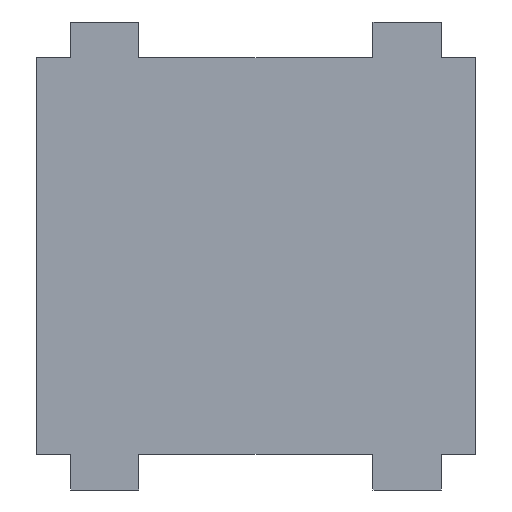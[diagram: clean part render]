
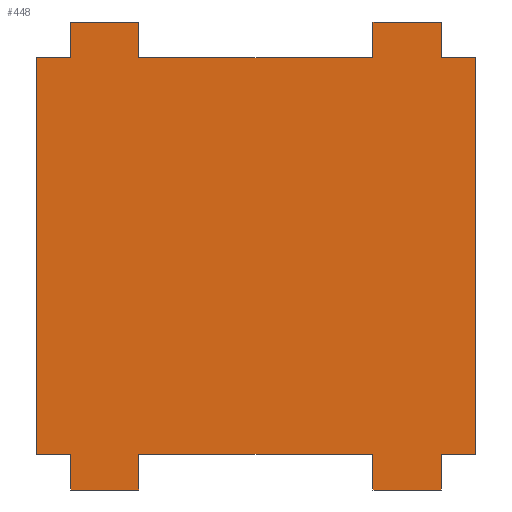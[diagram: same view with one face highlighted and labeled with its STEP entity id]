
A CAD part, front view. The second image highlights one B-rep face of the part: STEP entity #448.
In plain terms, the highlighted planar face has unit normal (0, -1, 0).
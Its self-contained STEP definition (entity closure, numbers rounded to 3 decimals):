
#42=FACE_OUTER_BOUND('',#64,.T.);
#64=EDGE_LOOP('',(#385,#386,#387,#388,#389,#390,#391,#392,#393,#394,#395,#396,#397,#398,#399,#400,#401,#402,#403,#404));
#70=LINE('',#614,#130);
#74=LINE('',#621,#134);
#75=LINE('',#623,#135);
#81=LINE('',#637,#141);
#85=LINE('',#644,#145);
#86=LINE('',#646,#146);
#93=LINE('',#661,#153);
#95=LINE('',#666,#155);
#97=LINE('',#669,#157);
#104=LINE('',#684,#164);
#106=LINE('',#689,#166);
#108=LINE('',#692,#168);
#109=LINE('',#696,#169);
#113=LINE('',#703,#173);
#116=LINE('',#708,#176);
#117=LINE('',#709,#177);
#118=LINE('',#712,#178);
#121=LINE('',#717,#181);
#122=LINE('',#718,#182);
#124=LINE('',#720,#184);
#130=VECTOR('',#505,10.);
#134=VECTOR('',#511,10.);
#135=VECTOR('',#514,10.);
#141=VECTOR('',#524,10.);
#145=VECTOR('',#530,10.);
#146=VECTOR('',#533,10.);
#153=VECTOR('',#544,10.);
#155=VECTOR('',#548,10.);
#157=VECTOR('',#552,10.);
#164=VECTOR('',#563,10.);
#166=VECTOR('',#567,10.);
#168=VECTOR('',#571,10.);
#169=VECTOR('',#574,10.);
#173=VECTOR('',#580,10.);
#176=VECTOR('',#583,10.);
#177=VECTOR('',#584,10.);
#178=VECTOR('',#587,10.);
#181=VECTOR('',#592,10.);
#182=VECTOR('',#593,10.);
#184=VECTOR('',#595,10.);
#189=VERTEX_POINT('',#611);
#190=VERTEX_POINT('',#613);
#191=VERTEX_POINT('',#617);
#192=VERTEX_POINT('',#619);
#197=VERTEX_POINT('',#634);
#198=VERTEX_POINT('',#636);
#199=VERTEX_POINT('',#640);
#200=VERTEX_POINT('',#642);
#205=VERTEX_POINT('',#657);
#206=VERTEX_POINT('',#659);
#207=VERTEX_POINT('',#663);
#208=VERTEX_POINT('',#665);
#213=VERTEX_POINT('',#680);
#214=VERTEX_POINT('',#682);
#215=VERTEX_POINT('',#686);
#216=VERTEX_POINT('',#688);
#217=VERTEX_POINT('',#694);
#218=VERTEX_POINT('',#695);
#222=VERTEX_POINT('',#706);
#223=VERTEX_POINT('',#711);
#230=EDGE_CURVE('',#189,#190,#70,.T.);
#234=EDGE_CURVE('',#191,#192,#74,.T.);
#235=EDGE_CURVE('',#192,#190,#75,.T.);
#241=EDGE_CURVE('',#197,#198,#81,.T.);
#245=EDGE_CURVE('',#199,#200,#85,.T.);
#246=EDGE_CURVE('',#200,#198,#86,.T.);
#253=EDGE_CURVE('',#205,#206,#93,.T.);
#255=EDGE_CURVE('',#207,#208,#95,.T.);
#257=EDGE_CURVE('',#208,#206,#97,.T.);
#264=EDGE_CURVE('',#213,#214,#104,.T.);
#266=EDGE_CURVE('',#215,#216,#106,.T.);
#268=EDGE_CURVE('',#216,#214,#108,.T.);
#269=EDGE_CURVE('',#217,#218,#109,.T.);
#273=EDGE_CURVE('',#205,#217,#113,.T.);
#276=EDGE_CURVE('',#222,#215,#116,.T.);
#277=EDGE_CURVE('',#213,#207,#117,.T.);
#278=EDGE_CURVE('',#223,#222,#118,.T.);
#281=EDGE_CURVE('',#191,#197,#121,.T.);
#282=EDGE_CURVE('',#199,#223,#122,.T.);
#284=EDGE_CURVE('',#218,#189,#124,.T.);
#385=ORIENTED_EDGE('',*,*,#284,.F.);
#386=ORIENTED_EDGE('',*,*,#269,.F.);
#387=ORIENTED_EDGE('',*,*,#273,.F.);
#388=ORIENTED_EDGE('',*,*,#253,.T.);
#389=ORIENTED_EDGE('',*,*,#257,.F.);
#390=ORIENTED_EDGE('',*,*,#255,.F.);
#391=ORIENTED_EDGE('',*,*,#277,.F.);
#392=ORIENTED_EDGE('',*,*,#264,.T.);
#393=ORIENTED_EDGE('',*,*,#268,.F.);
#394=ORIENTED_EDGE('',*,*,#266,.F.);
#395=ORIENTED_EDGE('',*,*,#276,.F.);
#396=ORIENTED_EDGE('',*,*,#278,.F.);
#397=ORIENTED_EDGE('',*,*,#282,.F.);
#398=ORIENTED_EDGE('',*,*,#245,.T.);
#399=ORIENTED_EDGE('',*,*,#246,.T.);
#400=ORIENTED_EDGE('',*,*,#241,.F.);
#401=ORIENTED_EDGE('',*,*,#281,.F.);
#402=ORIENTED_EDGE('',*,*,#234,.T.);
#403=ORIENTED_EDGE('',*,*,#235,.T.);
#404=ORIENTED_EDGE('',*,*,#230,.F.);
#426=PLANE('',#493);
#448=ADVANCED_FACE('',(#42),#426,.F.);
#493=AXIS2_PLACEMENT_3D('',#722,#598,#599);
#505=DIRECTION('',(0.,0.,-1.));
#511=DIRECTION('',(0.,0.,-1.));
#514=DIRECTION('',(1.,0.,0.));
#524=DIRECTION('',(0.,0.,-1.));
#530=DIRECTION('',(0.,0.,-1.));
#533=DIRECTION('',(1.,0.,0.));
#544=DIRECTION('',(0.,0.,1.));
#548=DIRECTION('',(0.,0.,1.));
#552=DIRECTION('',(1.,0.,0.));
#563=DIRECTION('',(0.,0.,1.));
#567=DIRECTION('',(0.,0.,1.));
#571=DIRECTION('',(1.,0.,0.));
#574=DIRECTION('',(0.,0.,-1.));
#580=DIRECTION('',(1.,0.,0.));
#583=DIRECTION('',(1.,0.,0.));
#584=DIRECTION('',(1.,0.,0.));
#587=DIRECTION('',(0.,0.,1.));
#592=DIRECTION('',(-1.,0.,0.));
#593=DIRECTION('',(-1.,0.,0.));
#595=DIRECTION('',(-1.,0.,0.));
#598=DIRECTION('center_axis',(0.,1.,0.));
#599=DIRECTION('ref_axis',(0.,0.,1.));
#611=CARTESIAN_POINT('',(3.125,0.,-3.35));
#613=CARTESIAN_POINT('',(3.125,0.,-3.95));
#614=CARTESIAN_POINT('',(3.125,0.,-3.35));
#617=CARTESIAN_POINT('',(1.975,0.,-3.35));
#619=CARTESIAN_POINT('',(1.975,0.,-3.95));
#621=CARTESIAN_POINT('',(1.975,0.,-3.35));
#623=CARTESIAN_POINT('',(-3.7,0.,-3.95));
#634=CARTESIAN_POINT('',(-1.975,0.,-3.35));
#636=CARTESIAN_POINT('',(-1.975,0.,-3.95));
#637=CARTESIAN_POINT('',(-1.975,0.,-3.35));
#640=CARTESIAN_POINT('',(-3.125,0.,-3.35));
#642=CARTESIAN_POINT('',(-3.125,0.,-3.95));
#644=CARTESIAN_POINT('',(-3.125,0.,-3.35));
#646=CARTESIAN_POINT('',(-3.7,0.,-3.95));
#657=CARTESIAN_POINT('',(3.125,0.,3.35));
#659=CARTESIAN_POINT('',(3.125,0.,3.95));
#661=CARTESIAN_POINT('',(3.125,0.,3.35));
#663=CARTESIAN_POINT('',(1.975,0.,3.35));
#665=CARTESIAN_POINT('',(1.975,0.,3.95));
#666=CARTESIAN_POINT('',(1.975,0.,3.35));
#669=CARTESIAN_POINT('',(-3.7,0.,3.95));
#680=CARTESIAN_POINT('',(-1.975,0.,3.35));
#682=CARTESIAN_POINT('',(-1.975,0.,3.95));
#684=CARTESIAN_POINT('',(-1.975,0.,3.35));
#686=CARTESIAN_POINT('',(-3.125,0.,3.35));
#688=CARTESIAN_POINT('',(-3.125,0.,3.95));
#689=CARTESIAN_POINT('',(-3.125,0.,3.35));
#692=CARTESIAN_POINT('',(-3.7,0.,3.95));
#694=CARTESIAN_POINT('',(3.7,0.,3.35));
#695=CARTESIAN_POINT('',(3.7,0.,-3.35));
#696=CARTESIAN_POINT('',(3.7,0.,3.35));
#703=CARTESIAN_POINT('',(-3.7,0.,3.35));
#706=CARTESIAN_POINT('',(-3.7,0.,3.35));
#708=CARTESIAN_POINT('',(-3.7,0.,3.35));
#709=CARTESIAN_POINT('',(-3.7,0.,3.35));
#711=CARTESIAN_POINT('',(-3.7,0.,-3.35));
#712=CARTESIAN_POINT('',(-3.7,0.,-3.35));
#717=CARTESIAN_POINT('',(3.7,0.,-3.35));
#718=CARTESIAN_POINT('',(3.7,0.,-3.35));
#720=CARTESIAN_POINT('',(3.7,0.,-3.35));
#722=CARTESIAN_POINT('Origin',(0.,0.,0.));
